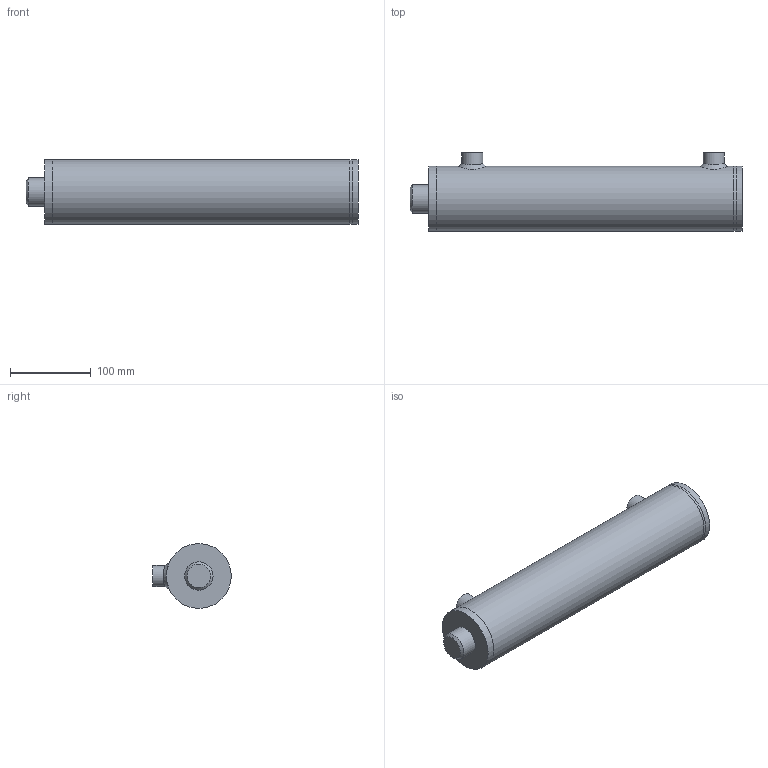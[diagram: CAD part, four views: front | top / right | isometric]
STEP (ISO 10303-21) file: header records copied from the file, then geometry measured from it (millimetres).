
FILE_DESCRIPTION(/* description */ (''),/* implementation_level */ '2;1');
FILE_NAME(/* name */ 'CY0700350250A00A00-1.stp',/* time_stamp */ '2022-08-01T12:36:07+02:00',/* author */ ('msn'),/* organization */ (''),/* preprocessor_version */ 'ST-DEVELOPER v19.2',/* originating_system */ 'Autodesk Inventor 2023',/* authorisation */ '');
FILE_SCHEMA (('AUTOMOTIVE_DESIGN { 1 0 10303 214 3 1 1 }'));
Length unit declared in the file: millimetre
Products named in the file (7): CY0700350250A00A00-1; CY0700350250A00A00-1_1; endplug; indskruning; Rør; STOK; bøsning
Assembly tree (7 placements, depth 2):
  CY0700350250A00A00-1
    CY0700350250A00A00-1_1
    bøsning  x2
    endplug
    indskruning
    Rør
    STOK
Bounding box: 410 x 96.89 x 80 mm (x, y, z)
Volume: 920851.3 mm3; surface area: 255805.5 mm2
Topology: 9 solids, 9 shells, 35 faces, 73 edges, 51 vertices
Faces by surface type: cylinder 17, plane 13, cone 3, bspline 2
Full cylindrical faces by diameter (mm): 6 x2, 14.95 x2, 26 x4, 35 x2, 70 x1, 80 x4
Entity records: 2000 total; most frequent: CARTESIAN_POINT 1047, DIRECTION 152, ORIENTED_EDGE 134, EDGE_CURVE 67, AXIS2_PLACEMENT_3D 66, VERTEX_POINT 47, EDGE_LOOP 42, FACE_OUTER_BOUND 31
